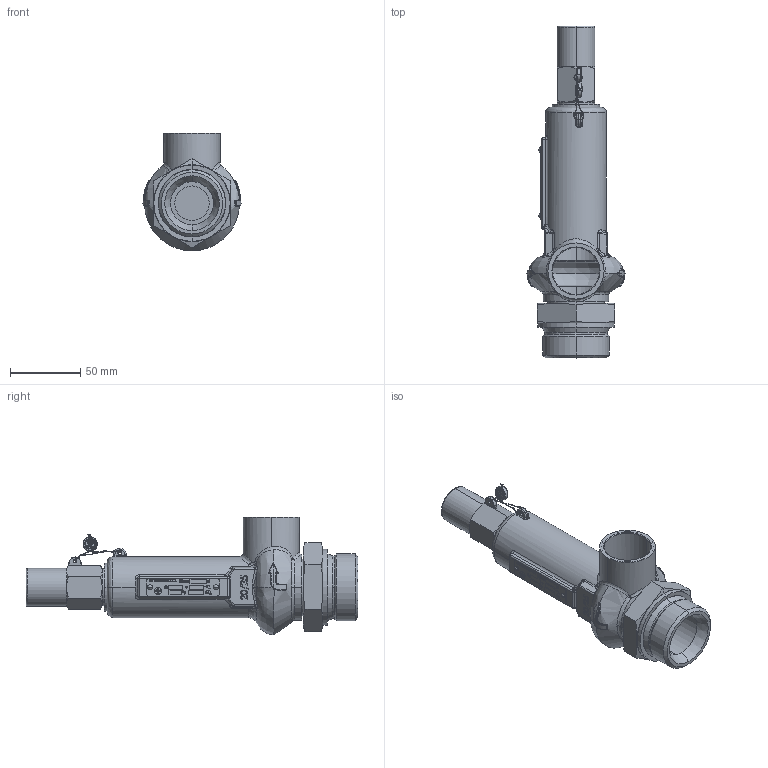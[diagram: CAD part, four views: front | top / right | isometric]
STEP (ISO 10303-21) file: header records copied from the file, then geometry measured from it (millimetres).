
FILE_DESCRIPTION (( 'STEP AP203' ), '1' );
FILE_NAME ('Typ_10-BG_II-head_C-G112-G100.STEP', '2019-09-20T10:46:34', ( '' ), ( '' ), 'SwSTEP 2.0', 'SolidWorks 2016', '' );
FILE_SCHEMA (( 'CONFIG_CONTROL_DESIGN' ));
Products named in the file (1): Typ_10-BG_II-head_C-G112-G100
Bounding box: 70 x 237 x 84 mm (x, y, z)
Volume: 101852.1 mm3; surface area: 77582.6 mm2
Topology: 47 solids, 47 shells, 1302 faces, 3250 edges, 2049 vertices
Faces by surface type: bspline 589, plane 478, cylinder 186, cone 49
Entity records: 64716 total; most frequent: CARTESIAN_POINT 37521, ORIENTED_EDGE 6454, DIRECTION 4229, EDGE_CURVE 3227, VERTEX_POINT 2049, LINE 1423, VECTOR 1423, AXIS2_PLACEMENT_3D 1403
